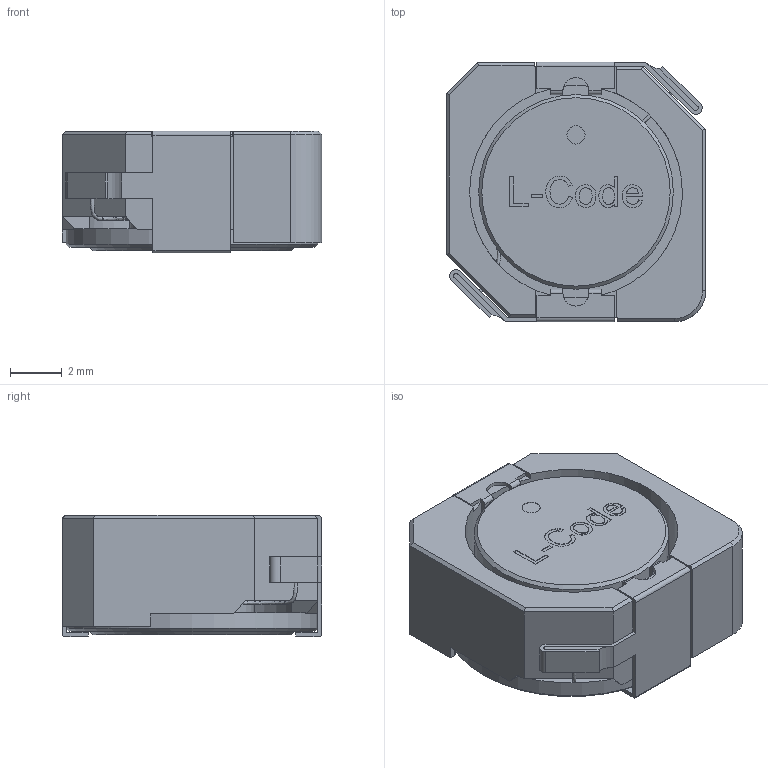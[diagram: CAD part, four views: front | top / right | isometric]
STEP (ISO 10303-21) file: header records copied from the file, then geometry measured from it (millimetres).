
FILE_DESCRIPTION(/* description */ ('Unknown'),/* implementation_level */ '2;1');
FILE_NAME(/* name */ '7447714xx',/* time_stamp */ '2025-03-18T14:19:54+08:00',/* author */ ('Unknown'),/* organization */ ('Unknown'),/* preprocessor_version */ 'ST-DEVELOPER v19.4',/* originating_system */ 'Solid Edge',/* authorisation */ 'Unknown');
FILE_SCHEMA (('AUTOMOTIVE_DESIGN {1 0 10303 214 3 1 1}'));
Length unit declared in the file: millimetre
Products named in the file (5): 7447714xx.asm; Shielding ring_new; base new; Coil new; Core new
Assembly tree (5 placements, depth 2):
  7447714xx.asm
    Shielding ring_new
    base new  x2
    Coil new
    Core new
Bounding box: 10 x 10 x 4.69 mm (x, y, z)
Volume: 307.1 mm3; surface area: 888.3 mm2
Topology: 5 solids, 5 shells, 205 faces, 518 edges, 336 vertices
Faces by surface type: plane 145, cylinder 38, bspline 18, cone 4
Full cylindrical faces by diameter (mm): 0.7 x1, 4.8 x1, 7.5 x1, 8.2 x1, 9.7 x1
Entity records: 7937 total; most frequent: CARTESIAN_POINT 3631, ORIENTED_EDGE 764, DIRECTION 699, EDGE_CURVE 382, VERTEX_POINT 258, LINE 249, VECTOR 249, AXIS2_PLACEMENT_3D 225
